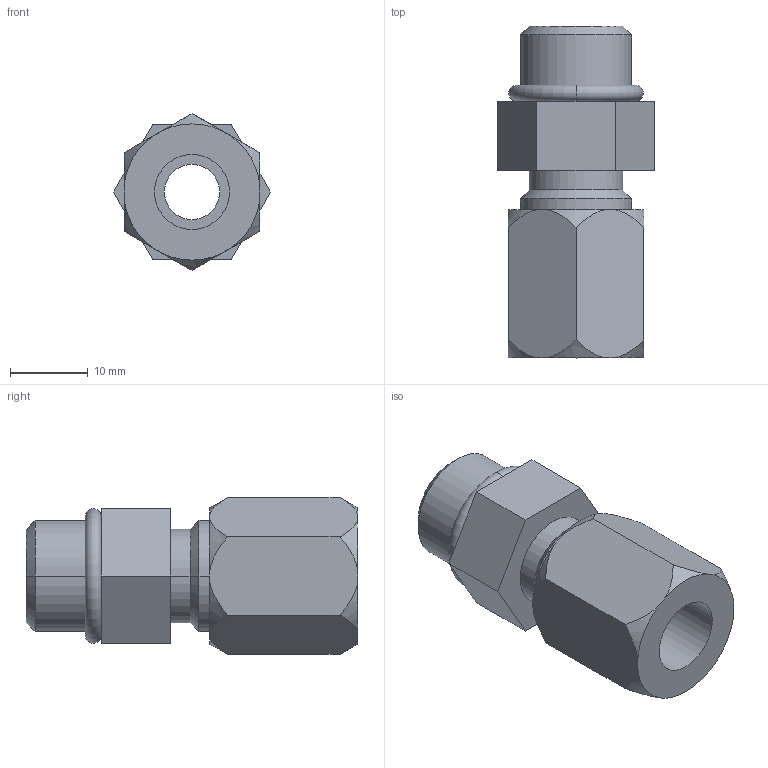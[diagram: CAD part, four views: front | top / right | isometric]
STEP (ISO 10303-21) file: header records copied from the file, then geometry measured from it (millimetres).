
FILE_DESCRIPTION((''),'2;1');
FILE_NAME('ILC30000166','2005-08-24T',('KR'),(''),'PRO/ENGINEER BY PARAMETRIC TECHNOLOGY CORPORATION, 2004290','PRO/ENGINEER BY PARAMETRIC TECHNOLOGY CORPORATION, 2004290','');
FILE_SCHEMA(('AUTOMOTIVE_DESIGN_CC2 { 1 2 10303 214 -1 1 5 2 }'));
Length unit declared in the file: inch
Products named in the file (1): ILC30000166
Bounding box: 20.18 x 42.67 x 20.18 mm (x, y, z)
Volume: 7352.6 mm3; surface area: 4210 mm2
Topology: 1 solids, 1 shells, 48 faces, 120 edges, 78 vertices
Faces by surface type: plane 18, cone 16, cylinder 12, torus 2
Entity records: 2060 total; most frequent: CARTESIAN_POINT 394, ORIENTED_EDGE 240, DIRECTION 236, PRESENTATION_STYLE_ASSIGNMENT 123, STYLED_ITEM 121, CURVE_STYLE 120, EDGE_CURVE 120, COLOUR_RGB 107
